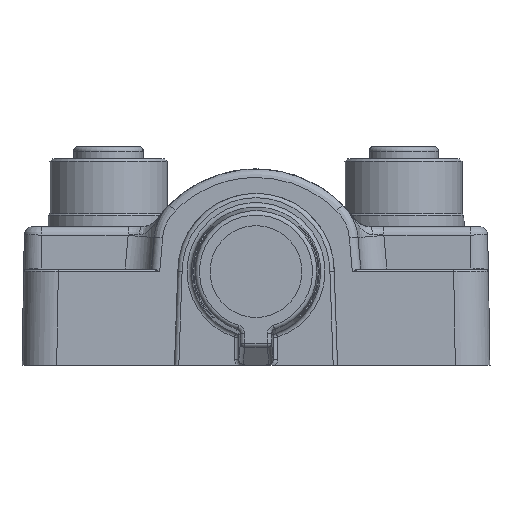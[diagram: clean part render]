
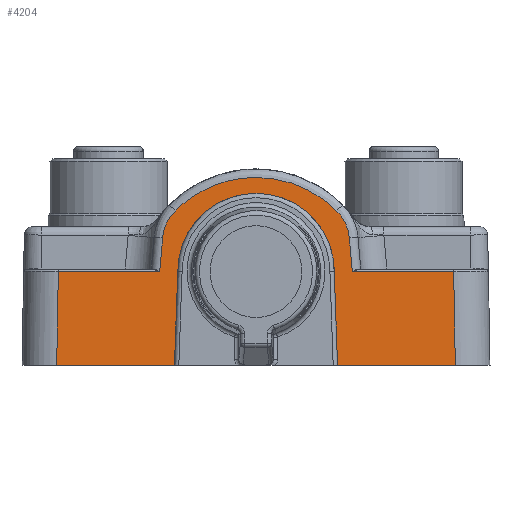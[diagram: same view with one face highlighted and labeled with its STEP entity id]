
A CAD part, left-side view. The second image highlights one B-rep face of the part: STEP entity #4204.
In plain terms, the highlighted planar face has unit normal (-1, 0, 0.018).
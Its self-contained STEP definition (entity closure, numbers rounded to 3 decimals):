
#416=ELLIPSE('',#16367,9.024,9.023);
#512=B_SPLINE_CURVE_WITH_KNOTS('',3,(#23463,#23464,#23465,#23466,#23467),
 .UNSPECIFIED.,.F.,.F.,(4,1,4),(0.,0.5,1.),.UNSPECIFIED.);
#513=B_SPLINE_CURVE_WITH_KNOTS('',3,(#23469,#23470,#23471,#23472,#23473,
#23474,#23475,#23476,#23477,#23478,#23479,#23480),.UNSPECIFIED.,.F.,.F.,
(4,2,2,2,2,4),(0.,0.166,0.276,0.511,
0.756,1.),.UNSPECIFIED.);
#514=B_SPLINE_CURVE_WITH_KNOTS('',3,(#23482,#23483,#23484,#23485,#23486),
 .UNSPECIFIED.,.F.,.F.,(4,1,4),(0.,0.5,1.),.UNSPECIFIED.);
#1066=FACE_OUTER_BOUND('',#6051,.T.);
#2079=LINE('',#23374,#3020);
#2085=LINE('',#23419,#3026);
#2092=LINE('',#23452,#3033);
#2093=LINE('',#23456,#3034);
#2094=LINE('',#23457,#3035);
#2095=LINE('',#23459,#3036);
#2096=LINE('',#23461,#3037);
#2097=LINE('',#23488,#3038);
#2098=LINE('',#23490,#3039);
#2099=LINE('',#23492,#3040);
#3020=VECTOR('',#18828,1.);
#3026=VECTOR('',#18838,1.);
#3033=VECTOR('',#18867,1.);
#3034=VECTOR('',#18870,1.);
#3035=VECTOR('',#18871,1.);
#3036=VECTOR('',#18872,1.);
#3037=VECTOR('',#18873,1.);
#3038=VECTOR('',#18874,1.);
#3039=VECTOR('',#18875,1.);
#3040=VECTOR('',#18876,1.);
#3778=PLANE('',#16368);
#4204=ADVANCED_FACE('2208-0-10',(#1066),#3778,.T.);
#6051=EDGE_LOOP('',(#8083,#8084,#8085,#8086,#8087,#8088,#8089,#8090,#8091,
#8092,#8093,#8094,#8095,#8096));
#8083=ORIENTED_EDGE('',*,*,#13491,.T.);
#8084=ORIENTED_EDGE('',*,*,#13507,.T.);
#8085=ORIENTED_EDGE('',*,*,#13508,.T.);
#8086=ORIENTED_EDGE('',*,*,#13509,.T.);
#8087=ORIENTED_EDGE('',*,*,#13481,.T.);
#8088=ORIENTED_EDGE('',*,*,#13510,.T.);
#8089=ORIENTED_EDGE('',*,*,#13511,.T.);
#8090=ORIENTED_EDGE('',*,*,#13512,.T.);
#8091=ORIENTED_EDGE('',*,*,#13513,.T.);
#8092=ORIENTED_EDGE('',*,*,#13514,.T.);
#8093=ORIENTED_EDGE('',*,*,#13515,.T.);
#8094=ORIENTED_EDGE('',*,*,#13516,.T.);
#8095=ORIENTED_EDGE('',*,*,#13517,.T.);
#8096=ORIENTED_EDGE('',*,*,#13518,.T.);
#11911=VERTEX_POINT('',#23375);
#11912=VERTEX_POINT('',#23376);
#11921=VERTEX_POINT('',#23418);
#11922=VERTEX_POINT('',#23420);
#11937=VERTEX_POINT('',#23453);
#11938=VERTEX_POINT('',#23455);
#11939=VERTEX_POINT('',#23458);
#11940=VERTEX_POINT('',#23460);
#11941=VERTEX_POINT('',#23462);
#11942=VERTEX_POINT('',#23468);
#11943=VERTEX_POINT('',#23481);
#11944=VERTEX_POINT('',#23487);
#11945=VERTEX_POINT('',#23489);
#11946=VERTEX_POINT('',#23491);
#13481=EDGE_CURVE('',#11911,#11912,#2079,.T.);
#13491=EDGE_CURVE('',#11922,#11921,#2085,.T.);
#13507=EDGE_CURVE('',#11921,#11937,#2092,.T.);
#13508=EDGE_CURVE('',#11937,#11938,#416,.T.);
#13509=EDGE_CURVE('',#11938,#11911,#2093,.T.);
#13510=EDGE_CURVE('',#11912,#11939,#2094,.T.);
#13511=EDGE_CURVE('',#11939,#11940,#2095,.T.);
#13512=EDGE_CURVE('',#11940,#11941,#2096,.T.);
#13513=EDGE_CURVE('',#11941,#11942,#512,.T.);
#13514=EDGE_CURVE('',#11942,#11943,#513,.T.);
#13515=EDGE_CURVE('',#11943,#11944,#514,.T.);
#13516=EDGE_CURVE('',#11944,#11945,#2097,.T.);
#13517=EDGE_CURVE('',#11945,#11946,#2098,.T.);
#13518=EDGE_CURVE('',#11946,#11922,#2099,.T.);
#16367=AXIS2_PLACEMENT_3D('',#23454,#18868,#18869);
#16368=AXIS2_PLACEMENT_3D('',#23493,#18877,#18878);
#18828=DIRECTION('',(0.,-1.,0.));
#18838=DIRECTION('',(0.,-1.,0.));
#18867=DIRECTION('',(0.017,-0.035,0.999));
#18868=DIRECTION('',(1.,0.,-0.017));
#18869=DIRECTION('',(-0.017,0.,-1.));
#18870=DIRECTION('',(-0.017,-0.035,-0.999));
#18871=DIRECTION('',(0.017,0.017,1.));
#18872=DIRECTION('',(0.,1.,0.));
#18873=DIRECTION('',(0.017,0.087,0.996));
#18874=DIRECTION('',(-0.017,0.087,-0.996));
#18875=DIRECTION('',(0.,1.,0.));
#18876=DIRECTION('',(-0.017,0.017,-1.));
#18877=DIRECTION('',(-1.,0.,0.017));
#18878=DIRECTION('',(0.,1.,0.));
#23374=CARTESIAN_POINT('',(-40.247,36.1,-16.));
#23375=CARTESIAN_POINT('',(-40.247,33.6,-16.));
#23376=CARTESIAN_POINT('',(-40.247,20.02,-16.));
#23418=CARTESIAN_POINT('',(-40.247,52.4,-16.));
#23419=CARTESIAN_POINT('',(-40.247,65.98,-16.));
#23420=CARTESIAN_POINT('',(-40.247,65.98,-16.));
#23452=CARTESIAN_POINT('',(-39.819,51.544,8.525));
#23453=CARTESIAN_POINT('',(-40.058,52.023,-5.2));
#23454=CARTESIAN_POINT('',(-40.058,43.,-5.2));
#23455=CARTESIAN_POINT('',(-40.058,33.977,-5.2));
#23456=CARTESIAN_POINT('',(-39.852,34.39,6.614));
#23457=CARTESIAN_POINT('',(-40.247,20.02,-16.));
#23458=CARTESIAN_POINT('',(-40.058,20.209,-5.197));
#23459=CARTESIAN_POINT('',(-40.058,20.209,-5.197));
#23460=CARTESIAN_POINT('',(-40.058,31.898,-5.197));
#23461=CARTESIAN_POINT('',(-40.058,31.898,-5.197));
#23462=CARTESIAN_POINT('',(-39.991,32.238,-1.307));
#23463=CARTESIAN_POINT('',(-39.991,32.238,-1.307));
#23464=CARTESIAN_POINT('',(-39.98,32.289,-0.729));
#23465=CARTESIAN_POINT('',(-39.961,32.593,0.41));
#23466=CARTESIAN_POINT('',(-39.944,33.269,1.377));
#23467=CARTESIAN_POINT('',(-39.937,33.679,1.788));
#23468=CARTESIAN_POINT('',(-39.937,33.679,1.788));
#23469=CARTESIAN_POINT('',(-39.937,33.679,1.788));
#23470=CARTESIAN_POINT('',(-39.922,34.486,2.597));
#23471=CARTESIAN_POINT('',(-39.91,35.4,3.301));
#23472=CARTESIAN_POINT('',(-39.893,37.047,4.257));
#23473=CARTESIAN_POINT('',(-39.888,37.739,4.583));
#23474=CARTESIAN_POINT('',(-39.873,39.979,5.407));
#23475=CARTESIAN_POINT('',(-39.869,41.61,5.682));
#23476=CARTESIAN_POINT('',(-39.87,44.921,5.623));
#23477=CARTESIAN_POINT('',(-39.876,46.601,5.265));
#23478=CARTESIAN_POINT('',(-39.899,49.706,3.945));
#23479=CARTESIAN_POINT('',(-39.916,51.13,2.982));
#23480=CARTESIAN_POINT('',(-39.937,52.321,1.788));
#23481=CARTESIAN_POINT('',(-39.937,52.321,1.788));
#23482=CARTESIAN_POINT('',(-39.937,52.321,1.788));
#23483=CARTESIAN_POINT('',(-39.944,52.731,1.377));
#23484=CARTESIAN_POINT('',(-39.961,53.407,0.41));
#23485=CARTESIAN_POINT('',(-39.98,53.711,-0.729));
#23486=CARTESIAN_POINT('',(-39.991,53.762,-1.307));
#23487=CARTESIAN_POINT('',(-39.991,53.762,-1.307));
#23488=CARTESIAN_POINT('',(-39.991,53.762,-1.307));
#23489=CARTESIAN_POINT('',(-40.058,54.102,-5.197));
#23490=CARTESIAN_POINT('',(-40.058,54.102,-5.197));
#23491=CARTESIAN_POINT('',(-40.058,65.791,-5.197));
#23492=CARTESIAN_POINT('',(-40.058,65.791,-5.197));
#23493=CARTESIAN_POINT('',(-39.841,15.605,7.27));
